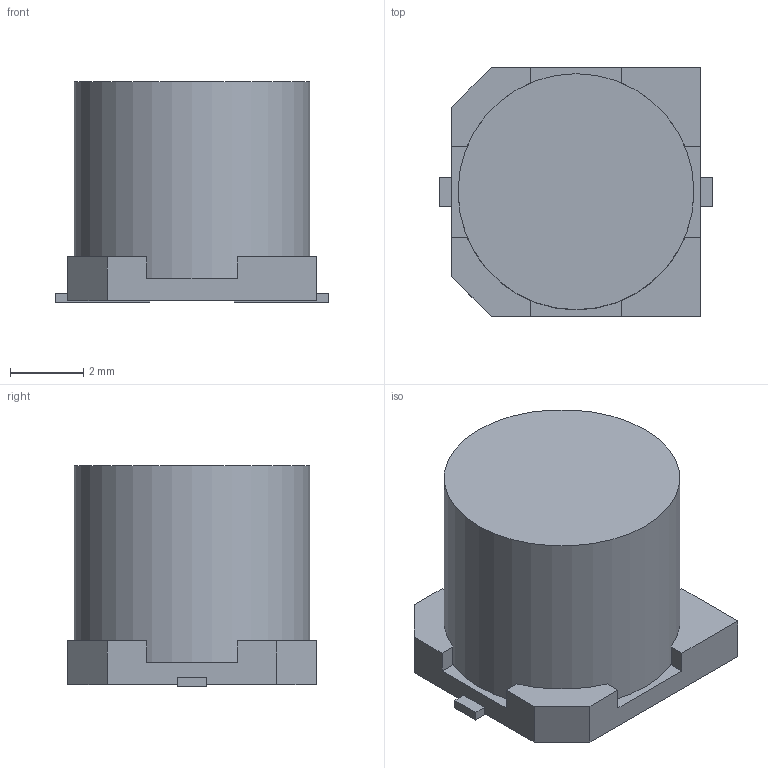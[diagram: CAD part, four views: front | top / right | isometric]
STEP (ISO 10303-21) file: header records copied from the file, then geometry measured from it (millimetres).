
FILE_DESCRIPTION(('FreeCAD Model'),'2;1');
FILE_NAME('part_sp.step','2018-03-10T13:45:54',('kicad StepUp'),('ksu MCAD'), 'Open CASCADE STEP processor 6.8','FreeCAD','Unknown');
FILE_SCHEMA(('AUTOMOTIVE_DESIGN_CC2 { 1 2 10303 214 -1 1 5 4 }'));
Length unit declared in the file: millimetre
Products named in the file (1): part_sp
Bounding box: 7.49 x 6.81 x 6.05 mm (x, y, z)
Volume: 176.9 mm3; surface area: 308.8 mm2
Topology: 1 solids, 45 shells, 47 faces, 215 edges, 214 vertices
Faces by surface type: plane 42, cylinder 5
Full cylindrical faces by diameter (mm): 6.462 x1
Entity records: 2552 total; most frequent: CARTESIAN_POINT 478, DIRECTION 328, ORIENTED_EDGE 218, EDGE_CURVE 215, VERTEX_POINT 214, LINE 196, VECTOR 196, AXIS2_PLACEMENT_3D 66
